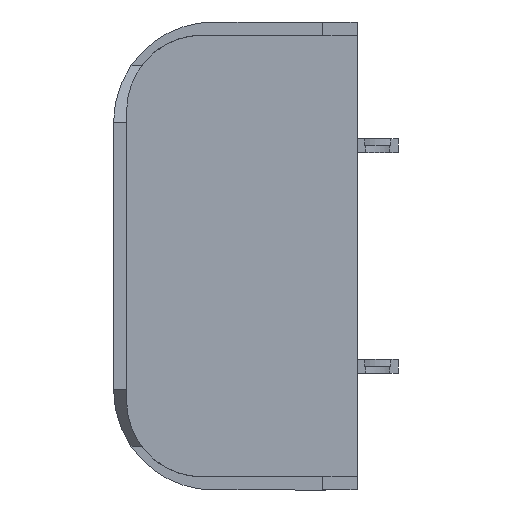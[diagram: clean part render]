
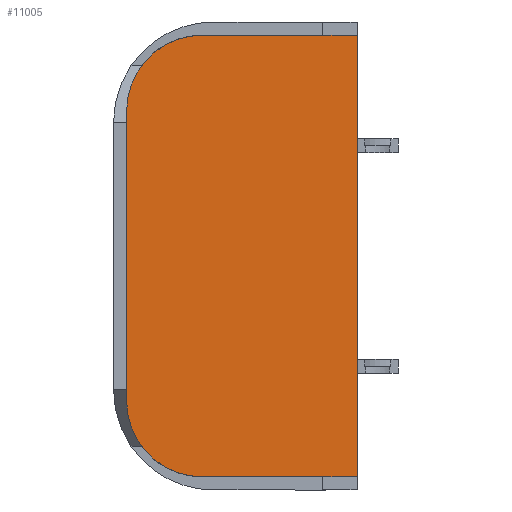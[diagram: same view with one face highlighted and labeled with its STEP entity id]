
A CAD part, left-side view. The second image highlights one B-rep face of the part: STEP entity #11005.
In plain terms, the highlighted planar face has unit normal (-1, 0, 0).
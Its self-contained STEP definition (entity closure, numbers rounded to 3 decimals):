
#140 = ORIENTED_EDGE ( 'NONE', *, *, #3809, .F. ) ;
#422 = DIRECTION ( 'NONE',  ( 0., 0., 1. ) ) ;
#591 = ORIENTED_EDGE ( 'NONE', *, *, #9868, .F. ) ;
#940 = DIRECTION ( 'NONE',  ( 0., 0., -1. ) ) ;
#1038 = CARTESIAN_POINT ( 'NONE',  ( -30., 19.7, 10.5 ) ) ;
#1248 = FACE_OUTER_BOUND ( 'NONE', #3588, .T. ) ;
#1258 = ORIENTED_EDGE ( 'NONE', *, *, #8777, .F. ) ;
#1371 = VERTEX_POINT ( 'NONE', #2375 ) ;
#1417 = VERTEX_POINT ( 'NONE', #5425 ) ;
#1585 = AXIS2_PLACEMENT_3D ( 'NONE', #10310, #9438, #422 ) ;
#1621 = DIRECTION ( 'NONE',  ( 0., 0., 1. ) ) ;
#2270 = CIRCLE ( 'NONE', #2828, 5.5 ) ;
#2375 = CARTESIAN_POINT ( 'NONE',  ( -30., 3., 16. ) ) ;
#2483 = DIRECTION ( 'NONE',  ( -1., 0., 0. ) ) ;
#2828 = AXIS2_PLACEMENT_3D ( 'NONE', #7565, #10280, #4926 ) ;
#3588 = EDGE_LOOP ( 'NONE', ( #591, #1258, #4855, #4377, #140, #8085 ) ) ;
#3809 = EDGE_CURVE ( 'NONE', #1417, #9561, #11182, .T. ) ;
#3851 = VECTOR ( 'NONE', #3998, 1000. ) ;
#3998 = DIRECTION ( 'NONE',  ( 0., -1., 0. ) ) ;
#4141 = EDGE_CURVE ( 'NONE', #9561, #7298, #4833, .T. ) ;
#4377 = ORIENTED_EDGE ( 'NONE', *, *, #4141, .F. ) ;
#4431 = LINE ( 'NONE', #7618, #3851 ) ;
#4833 = CIRCLE ( 'NONE', #1585, 5.5 ) ;
#4855 = ORIENTED_EDGE ( 'NONE', *, *, #5436, .F. ) ;
#4926 = DIRECTION ( 'NONE',  ( 0., 0., 1. ) ) ;
#5030 = LINE ( 'NONE', #10836, #11656 ) ;
#5098 = CARTESIAN_POINT ( 'NONE',  ( -30., 3., -16. ) ) ;
#5190 = CARTESIAN_POINT ( 'NONE',  ( -30., 14.2, 10.5 ) ) ;
#5425 = CARTESIAN_POINT ( 'NONE',  ( -30., 3., -16. ) ) ;
#5436 = EDGE_CURVE ( 'NONE', #7298, #11312, #6333, .T. ) ;
#5573 = CARTESIAN_POINT ( 'NONE',  ( -30., 19.7, 10.5 ) ) ;
#5822 = AXIS2_PLACEMENT_3D ( 'NONE', #5190, #2483, #1621 ) ;
#6005 = DIRECTION ( 'NONE',  ( 0., 1., 0. ) ) ;
#6056 = PLANE ( 'NONE',  #5822 ) ;
#6333 = LINE ( 'NONE', #5573, #9723 ) ;
#7011 = EDGE_CURVE ( 'NONE', #1371, #1417, #5030, .T. ) ;
#7087 = VECTOR ( 'NONE', #6005, 1000. ) ;
#7298 = VERTEX_POINT ( 'NONE', #7794 ) ;
#7565 = CARTESIAN_POINT ( 'NONE',  ( -30., 14.2, 10.5 ) ) ;
#7618 = CARTESIAN_POINT ( 'NONE',  ( -30., 3., 16. ) ) ;
#7794 = CARTESIAN_POINT ( 'NONE',  ( -30., 19.7, -10.5 ) ) ;
#7933 = VERTEX_POINT ( 'NONE', #8805 ) ;
#8085 = ORIENTED_EDGE ( 'NONE', *, *, #7011, .F. ) ;
#8777 = EDGE_CURVE ( 'NONE', #11312, #7933, #2270, .T. ) ;
#8805 = CARTESIAN_POINT ( 'NONE',  ( -30., 14.2, 16. ) ) ;
#9438 = DIRECTION ( 'NONE',  ( 1., 0., 0. ) ) ;
#9561 = VERTEX_POINT ( 'NONE', #9711 ) ;
#9711 = CARTESIAN_POINT ( 'NONE',  ( -30., 14.2, -16. ) ) ;
#9723 = VECTOR ( 'NONE', #10455, 1000. ) ;
#9868 = EDGE_CURVE ( 'NONE', #7933, #1371, #4431, .T. ) ;
#10280 = DIRECTION ( 'NONE',  ( 1., 0., 0. ) ) ;
#10310 = CARTESIAN_POINT ( 'NONE',  ( -30., 14.2, -10.5 ) ) ;
#10455 = DIRECTION ( 'NONE',  ( 0., 0., 1. ) ) ;
#10836 = CARTESIAN_POINT ( 'NONE',  ( -30., 3., 16. ) ) ;
#11005 = ADVANCED_FACE ( 'NONE', ( #1248 ), #6056, .T. ) ;
#11182 = LINE ( 'NONE', #5098, #7087 ) ;
#11312 = VERTEX_POINT ( 'NONE', #1038 ) ;
#11656 = VECTOR ( 'NONE', #940, 1000. ) ;
